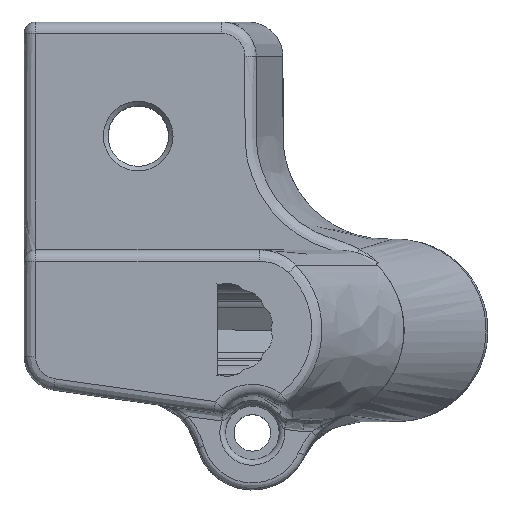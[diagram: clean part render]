
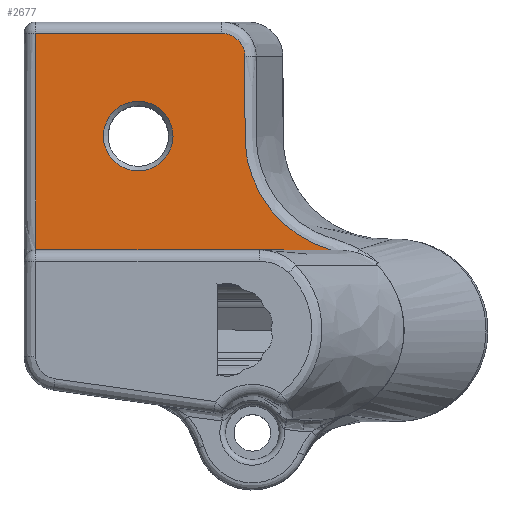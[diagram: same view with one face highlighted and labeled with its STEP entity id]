
A CAD part, top view. The second image highlights one B-rep face of the part: STEP entity #2677.
In plain terms, the highlighted planar face has unit normal (0, 0, 1).
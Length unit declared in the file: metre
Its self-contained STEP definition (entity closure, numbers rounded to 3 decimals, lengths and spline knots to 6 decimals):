
#220=CIRCLE('',#2903,0.00305);
#292=LINE('',#4504,#361);
#299=LINE('',#4956,#368);
#361=VECTOR('',#3066,1.);
#368=VECTOR('',#3151,1.);
#591=ORIENTED_EDGE('',*,*,#1450,.T.);
#592=ORIENTED_EDGE('',*,*,#1367,.T.);
#593=ORIENTED_EDGE('',*,*,#1368,.T.);
#594=ORIENTED_EDGE('',*,*,#1451,.F.);
#595=ORIENTED_EDGE('',*,*,#1359,.T.);
#596=ORIENTED_EDGE('',*,*,#1364,.T.);
#1359=EDGE_CURVE('',#1790,#1789,#2046,.T.);
#1364=EDGE_CURVE('',#1789,#1793,#2050,.T.);
#1367=EDGE_CURVE('',#1793,#1795,#292,.F.);
#1368=EDGE_CURVE('',#1795,#1796,#2051,.T.);
#1450=EDGE_CURVE('',#1874,#1874,#220,.F.);
#1451=EDGE_CURVE('',#1790,#1796,#299,.T.);
#1789=VERTEX_POINT('',#4440);
#1790=VERTEX_POINT('',#4452);
#1793=VERTEX_POINT('',#4493);
#1795=VERTEX_POINT('',#4503);
#1796=VERTEX_POINT('',#4521);
#1874=VERTEX_POINT('',#4955);
#2046=B_SPLINE_CURVE_WITH_KNOTS('',3,(#4441,#4442,#4443,#4444,#4445,#4446,
#4447,#4448,#4449,#4450,#4451),.UNSPECIFIED.,.F.,.F.,(4,1,1,1,1,1,1,1,4),
(0.002126,0.007248,0.009809,0.01237,
0.014931,0.016211,0.017492,0.020053,
0.022614),.UNSPECIFIED.);
#2050=B_SPLINE_CURVE_WITH_KNOTS('',3,(#4494,#4495,#4496,#4497,#4498),
 .UNSPECIFIED.,.F.,.F.,(4,1,4),(0.,0.001578,0.003156),
 .UNSPECIFIED.);
#2051=B_SPLINE_CURVE_WITH_KNOTS('',3,(#4517,#4518,#4519,#4520),
 .UNSPECIFIED.,.F.,.F.,(4,4),(0.,0.019),.UNSPECIFIED.);
#2267=EDGE_LOOP('',(#591));
#2268=EDGE_LOOP('',(#592,#593,#594,#595,#596));
#2468=FACE_BOUND('',#2267,.T.);
#2469=FACE_BOUND('',#2268,.T.);
#2650=PLANE('',#2902);
#2677=ADVANCED_FACE('',(#2468,#2469),#2650,.T.);
#2902=AXIS2_PLACEMENT_3D('',#4953,#3147,#3148);
#2903=AXIS2_PLACEMENT_3D('',#4954,#3149,#3150);
#3066=DIRECTION('',(1.,0.,0.));
#3147=DIRECTION('',(0.,0.,1.));
#3148=DIRECTION('',(0.,-1.,0.));
#3149=DIRECTION('',(0.,0.,1.));
#3150=DIRECTION('',(0.,-1.,0.));
#3151=DIRECTION('',(-1.,0.,0.));
#4440=CARTESIAN_POINT('',(-0.007778,0.024,0.014));
#4441=CARTESIAN_POINT('',(-0.000154,0.007,0.014));
#4442=CARTESIAN_POINT('',(-0.001811,0.00746,0.014));
#4443=CARTESIAN_POINT('',(-0.004088,0.008755,0.014));
#4444=CARTESIAN_POINT('',(-0.00627,0.011413,0.014));
#4445=CARTESIAN_POINT('',(-0.007363,0.01375,0.014));
#4446=CARTESIAN_POINT('',(-0.007782,0.015838,0.014));
#4447=CARTESIAN_POINT('',(-0.007777,0.017562,0.014));
#4448=CARTESIAN_POINT('',(-0.007778,0.019278,0.014));
#4449=CARTESIAN_POINT('',(-0.007778,0.021425,0.014));
#4450=CARTESIAN_POINT('',(-0.007778,0.023141,0.014));
#4451=CARTESIAN_POINT('',(-0.007778,0.024,0.014));
#4452=CARTESIAN_POINT('',(-0.000154,0.007,0.014));
#4493=CARTESIAN_POINT('',(-0.009818,0.026,0.014));
#4494=CARTESIAN_POINT('',(-0.007778,0.024,0.014));
#4495=CARTESIAN_POINT('',(-0.007778,0.024534,0.014));
#4496=CARTESIAN_POINT('',(-0.008233,0.025575,0.014));
#4497=CARTESIAN_POINT('',(-0.009285,0.026,0.014));
#4498=CARTESIAN_POINT('',(-0.009818,0.026,0.014));
#4503=CARTESIAN_POINT('',(-0.026129,0.026,0.014));
#4504=CARTESIAN_POINT('',(-0.026387,0.026,0.014));
#4517=CARTESIAN_POINT('',(-0.026129,0.026,0.014));
#4518=CARTESIAN_POINT('',(-0.026129,0.019667,0.014));
#4519=CARTESIAN_POINT('',(-0.026129,0.013333,0.014));
#4520=CARTESIAN_POINT('',(-0.026129,0.007,0.014));
#4521=CARTESIAN_POINT('',(-0.026129,0.007,0.014));
#4953=CARTESIAN_POINT('',(-0.026387,-0.003986,0.014));
#4954=CARTESIAN_POINT('',(-0.017129,0.017,0.014));
#4955=CARTESIAN_POINT('',(-0.017129,0.01395,0.014));
#4956=CARTESIAN_POINT('',(-0.027129,0.007,0.014));
